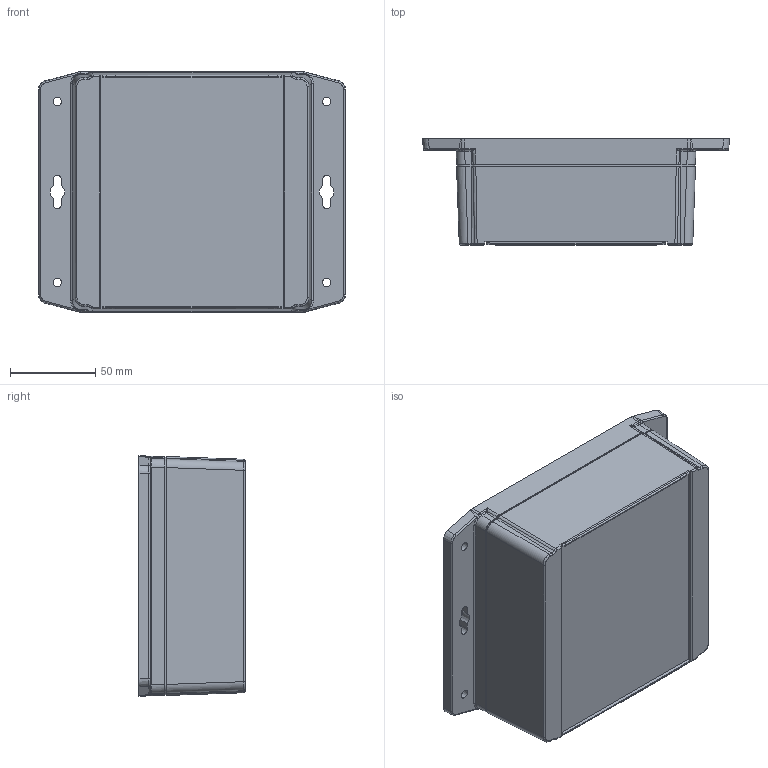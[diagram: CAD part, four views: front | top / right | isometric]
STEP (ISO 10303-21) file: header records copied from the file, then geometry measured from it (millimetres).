
FILE_DESCRIPTION (( 'STEP AP214' ), '1' );
FILE_NAME ('1555Q2F42GY.STEP', '2023-06-20T11:08:27', ( '' ), ( '' ), 'SwSTEP 2.0', 'SolidWorks 2021', '' );
FILE_SCHEMA (( 'AUTOMOTIVE_DESIGN' ));
Length unit declared in the file: inch
Products named in the file (1): 1555Q2F42GY
Bounding box: 180 x 62.2 x 141.05 mm (x, y, z)
Volume: 266361.7 mm3; surface area: 176904.2 mm2
Topology: 7 solids, 7 shells, 1342 faces, 3167 edges, 1911 vertices
Faces by surface type: plane 444, bspline 360, cylinder 324, cone 202, torus 12
Full cylindrical faces by diameter (mm): 3.251 x4, 3.5 x4, 3.88 x4, 4.013 x4, 7 x4
Entity records: 49788 total; most frequent: CARTESIAN_POINT 22311, ORIENTED_EDGE 5982, DIRECTION 4928, EDGE_CURVE 2991, VERTEX_POINT 1863, AXIS2_PLACEMENT_3D 1823, EDGE_LOOP 1564, FACE_OUTER_BOUND 1382
